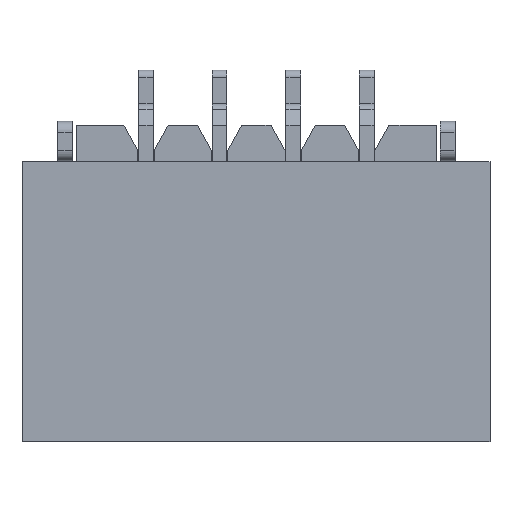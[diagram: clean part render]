
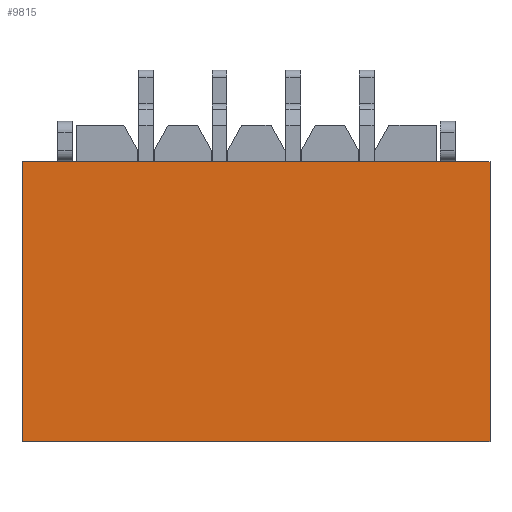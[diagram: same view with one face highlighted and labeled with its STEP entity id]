
A CAD part, top view. The second image highlights one B-rep face of the part: STEP entity #9815.
In plain terms, the highlighted planar face has unit normal (0, 0, 1).
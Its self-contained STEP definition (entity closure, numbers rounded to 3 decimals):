
#759=FACE_OUTER_BOUND('',#1275,.T.);
#1275=EDGE_LOOP('',(#7354,#7355,#7356,#7357));
#2030=LINE('',#14285,#3085);
#2128=LINE('',#14775,#3183);
#2150=LINE('',#14822,#3205);
#2151=LINE('',#14823,#3206);
#3085=VECTOR('',#11921,1.);
#3183=VECTOR('',#12085,1.);
#3205=VECTOR('',#12115,1.);
#3206=VECTOR('',#12116,1.);
#4078=VERTEX_POINT('',#14282);
#4079=VERTEX_POINT('',#14284);
#4254=VERTEX_POINT('',#14773);
#4275=VERTEX_POINT('',#14821);
#5190=EDGE_CURVE('',#4078,#4079,#2030,.T.);
#5366=EDGE_CURVE('',#4078,#4254,#2128,.T.);
#5388=EDGE_CURVE('',#4254,#4275,#2150,.T.);
#5389=EDGE_CURVE('',#4079,#4275,#2151,.T.);
#7354=ORIENTED_EDGE('',*,*,#5388,.T.);
#7355=ORIENTED_EDGE('',*,*,#5389,.F.);
#7356=ORIENTED_EDGE('',*,*,#5190,.F.);
#7357=ORIENTED_EDGE('',*,*,#5366,.T.);
#8900=PLANE('',#10532);
#9815=ADVANCED_FACE('',(#759),#8900,.F.);
#10532=AXIS2_PLACEMENT_3D('',#14820,#12113,#12114);
#11921=DIRECTION('',(0.,1.,0.));
#12085=DIRECTION('',(1.,0.,0.));
#12113=DIRECTION('center_axis',(0.,0.,
-1.));
#12114=DIRECTION('ref_axis',(0.,1.,0.));
#12115=DIRECTION('',(0.,1.,0.));
#12116=DIRECTION('',(1.,0.,0.));
#14282=CARTESIAN_POINT('',(-3.17,-2.739,3.2));
#14284=CARTESIAN_POINT('',(-3.17,1.061,3.2));
#14285=CARTESIAN_POINT('',(-3.17,-0.589,3.2));
#14773=CARTESIAN_POINT('',(3.18,-2.739,3.2));
#14775=CARTESIAN_POINT('',(-3.17,-2.739,3.2));
#14820=CARTESIAN_POINT('Origin',(-3.17,-0.589,3.2));
#14821=CARTESIAN_POINT('',(3.18,1.061,3.2));
#14822=CARTESIAN_POINT('',(3.18,-0.589,3.2));
#14823=CARTESIAN_POINT('',(-3.17,1.061,3.2));
